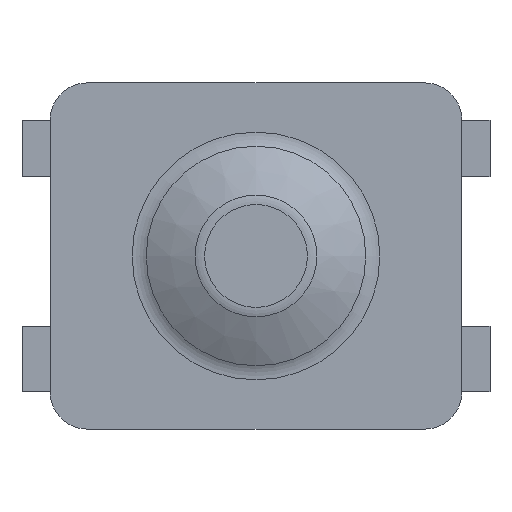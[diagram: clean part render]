
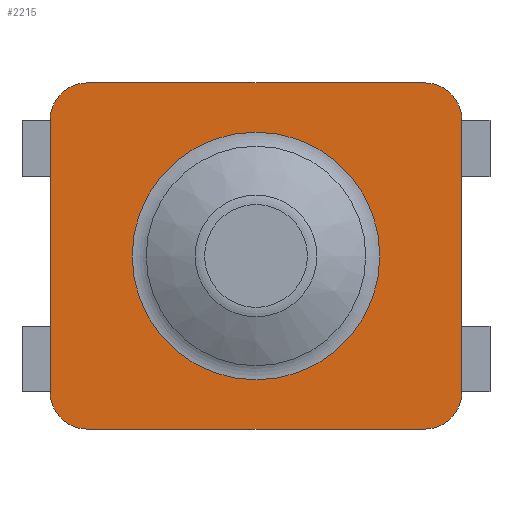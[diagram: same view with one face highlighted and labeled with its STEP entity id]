
A CAD part, top view. The second image highlights one B-rep face of the part: STEP entity #2215.
In plain terms, the highlighted planar face has unit normal (0, 0, 1).
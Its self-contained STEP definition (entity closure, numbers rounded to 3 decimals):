
#28=FACE_BOUND('',#422,.T.);
#73=CIRCLE('',#2397,0.662);
#76=CIRCLE('',#2401,0.2);
#77=CIRCLE('',#2402,0.2);
#78=CIRCLE('',#2403,0.2);
#79=CIRCLE('',#2404,0.2);
#187=PLANE('',#2400);
#292=FACE_OUTER_BOUND('',#421,.T.);
#421=EDGE_LOOP('',(#1833,#1834,#1835,#1836,#1837,#1838,#1839,#1840));
#422=EDGE_LOOP('',(#1841));
#605=LINE('',#3753,#840);
#606=LINE('',#3757,#841);
#607=LINE('',#3761,#842);
#608=LINE('',#3764,#843);
#840=VECTOR('',#2833,10.);
#841=VECTOR('',#2836,10.);
#842=VECTOR('',#2839,10.);
#843=VECTOR('',#2842,10.);
#1068=VERTEX_POINT('',#3715);
#1070=VERTEX_POINT('',#3749);
#1071=VERTEX_POINT('',#3750);
#1072=VERTEX_POINT('',#3752);
#1073=VERTEX_POINT('',#3754);
#1074=VERTEX_POINT('',#3756);
#1075=VERTEX_POINT('',#3758);
#1076=VERTEX_POINT('',#3760);
#1077=VERTEX_POINT('',#3762);
#1339=EDGE_CURVE('',#1068,#1068,#73,.T.);
#1342=EDGE_CURVE('',#1070,#1071,#76,.T.);
#1343=EDGE_CURVE('',#1071,#1072,#605,.T.);
#1344=EDGE_CURVE('',#1072,#1073,#77,.T.);
#1345=EDGE_CURVE('',#1073,#1074,#606,.T.);
#1346=EDGE_CURVE('',#1074,#1075,#78,.T.);
#1347=EDGE_CURVE('',#1075,#1076,#607,.T.);
#1348=EDGE_CURVE('',#1076,#1077,#79,.T.);
#1349=EDGE_CURVE('',#1077,#1070,#608,.T.);
#1833=ORIENTED_EDGE('',*,*,#1342,.T.);
#1834=ORIENTED_EDGE('',*,*,#1343,.T.);
#1835=ORIENTED_EDGE('',*,*,#1344,.T.);
#1836=ORIENTED_EDGE('',*,*,#1345,.T.);
#1837=ORIENTED_EDGE('',*,*,#1346,.T.);
#1838=ORIENTED_EDGE('',*,*,#1347,.T.);
#1839=ORIENTED_EDGE('',*,*,#1348,.T.);
#1840=ORIENTED_EDGE('',*,*,#1349,.T.);
#1841=ORIENTED_EDGE('',*,*,#1339,.F.);
#2215=ADVANCED_FACE('',(#292,#28),#187,.T.);
#2397=AXIS2_PLACEMENT_3D('',#3717,#2823,#2824);
#2400=AXIS2_PLACEMENT_3D('',#3748,#2829,#2830);
#2401=AXIS2_PLACEMENT_3D('',#3751,#2831,#2832);
#2402=AXIS2_PLACEMENT_3D('',#3755,#2834,#2835);
#2403=AXIS2_PLACEMENT_3D('',#3759,#2837,#2838);
#2404=AXIS2_PLACEMENT_3D('',#3763,#2840,#2841);
#2823=DIRECTION('center_axis',(0.,0.,1.));
#2824=DIRECTION('ref_axis',(-1.,0.,0.));
#2829=DIRECTION('center_axis',(0.,0.,1.));
#2830=DIRECTION('ref_axis',(-1.,0.,0.));
#2831=DIRECTION('center_axis',(0.,0.,1.));
#2832=DIRECTION('ref_axis',(-1.,0.,0.));
#2833=DIRECTION('',(1.,0.,0.));
#2834=DIRECTION('center_axis',(0.,0.,1.));
#2835=DIRECTION('ref_axis',(0.,-1.,0.));
#2836=DIRECTION('',(0.,1.,0.));
#2837=DIRECTION('center_axis',(0.,0.,1.));
#2838=DIRECTION('ref_axis',(1.,0.,0.));
#2839=DIRECTION('',(-1.,0.,0.));
#2840=DIRECTION('center_axis',(0.,0.,1.));
#2841=DIRECTION('ref_axis',(0.,1.,0.));
#2842=DIRECTION('',(0.,-1.,0.));
#3715=CARTESIAN_POINT('',(0.662,0.,0.4));
#3717=CARTESIAN_POINT('Origin',(0.,0.,0.4));
#3748=CARTESIAN_POINT('Origin',(0.,0.,0.4));
#3749=CARTESIAN_POINT('',(-1.1,-0.725,0.4));
#3750=CARTESIAN_POINT('',(-0.9,-0.925,0.4));
#3751=CARTESIAN_POINT('Origin',(-0.9,-0.725,0.4));
#3752=CARTESIAN_POINT('',(0.9,-0.925,0.4));
#3753=CARTESIAN_POINT('',(-0.9,-0.925,0.4));
#3754=CARTESIAN_POINT('',(1.1,-0.725,0.4));
#3755=CARTESIAN_POINT('Origin',(0.9,-0.725,0.4));
#3756=CARTESIAN_POINT('',(1.1,0.725,0.4));
#3757=CARTESIAN_POINT('',(1.1,-0.725,0.4));
#3758=CARTESIAN_POINT('',(0.9,0.925,0.4));
#3759=CARTESIAN_POINT('Origin',(0.9,0.725,0.4));
#3760=CARTESIAN_POINT('',(-0.9,0.925,0.4));
#3761=CARTESIAN_POINT('',(0.9,0.925,0.4));
#3762=CARTESIAN_POINT('',(-1.1,0.725,0.4));
#3763=CARTESIAN_POINT('Origin',(-0.9,0.725,0.4));
#3764=CARTESIAN_POINT('',(-1.1,0.725,0.4));
